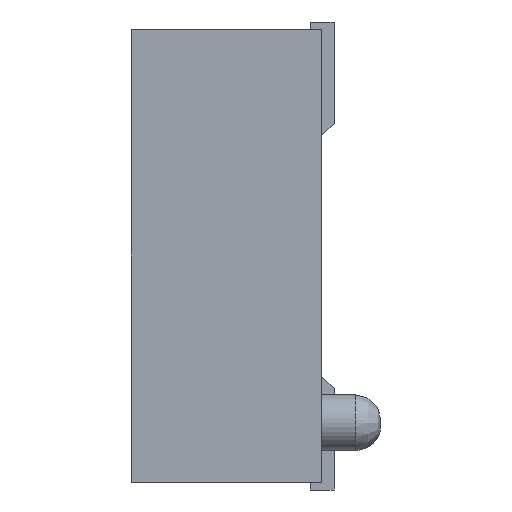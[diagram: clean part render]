
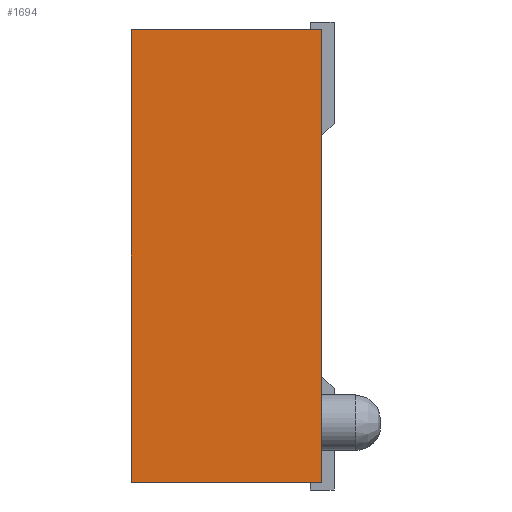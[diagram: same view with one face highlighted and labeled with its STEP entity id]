
A CAD part, left-side view. The second image highlights one B-rep face of the part: STEP entity #1694.
In plain terms, the highlighted planar face has unit normal (-1, 0, 0).
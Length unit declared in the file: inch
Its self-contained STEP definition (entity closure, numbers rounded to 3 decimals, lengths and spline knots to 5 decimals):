
#1694 = ADVANCED_FACE( '', ( #4537 ), #4538, .F. );
#4537 = FACE_OUTER_BOUND( '', #8543, .T. );
#4538 = PLANE( '', #8544 );
#8543 = EDGE_LOOP( '', ( #13755, #13756, #13757, #13758 ) );
#8544 = AXIS2_PLACEMENT_3D( '', #13759, #13760, #13761 );
#13755 = ORIENTED_EDGE( '', *, *, #26294, .T. );
#13756 = ORIENTED_EDGE( '', *, *, #26295, .F. );
#13757 = ORIENTED_EDGE( '', *, *, #26296, .F. );
#13758 = ORIENTED_EDGE( '', *, *, #26297, .T. );
#13759 = CARTESIAN_POINT( '', ( -0.73375, 0.128, -0.1425 ) );
#13760 = DIRECTION( '', ( 1., 0., 0. ) );
#13761 = DIRECTION( '', ( 0., 0., -1. ) );
#26294 = EDGE_CURVE( '', #32374, #32375, #32376, .T. );
#26295 = EDGE_CURVE( '', #32377, #32375, #32378, .T. );
#26296 = EDGE_CURVE( '', #32379, #32377, #32380, .T. );
#26297 = EDGE_CURVE( '', #32379, #32374, #32381, .T. );
#32374 = VERTEX_POINT( '', #40990 );
#32375 = VERTEX_POINT( '', #40991 );
#32376 = LINE( '', #40992, #40993 );
#32377 = VERTEX_POINT( '', #40994 );
#32378 = LINE( '', #40995, #40996 );
#32379 = VERTEX_POINT( '', #40997 );
#32380 = LINE( '', #40998, #40999 );
#32381 = LINE( '', #41000, #41001 );
#40990 = CARTESIAN_POINT( '', ( -0.73375, 0.008, -0.1425 ) );
#40991 = CARTESIAN_POINT( '', ( -0.73375, 0.008, 0.1425 ) );
#40992 = CARTESIAN_POINT( '', ( -0.73375, 0.008, -0.1425 ) );
#40993 = VECTOR( '', #50555, 39.37008 );
#40994 = CARTESIAN_POINT( '', ( -0.73375, 0.128, 0.1425 ) );
#40995 = CARTESIAN_POINT( '', ( -0.73375, 0.128, 0.1425 ) );
#40996 = VECTOR( '', #50556, 39.37008 );
#40997 = CARTESIAN_POINT( '', ( -0.73375, 0.128, -0.1425 ) );
#40998 = CARTESIAN_POINT( '', ( -0.73375, 0.128, -0.1425 ) );
#40999 = VECTOR( '', #50557, 39.37008 );
#41000 = CARTESIAN_POINT( '', ( -0.73375, 0.128, -0.1425 ) );
#41001 = VECTOR( '', #50558, 39.37008 );
#50555 = DIRECTION( '', ( 0., 0., 1. ) );
#50556 = DIRECTION( '', ( 0., -1., 0. ) );
#50557 = DIRECTION( '', ( 0., 0., 1. ) );
#50558 = DIRECTION( '', ( 0., -1., 0. ) );
